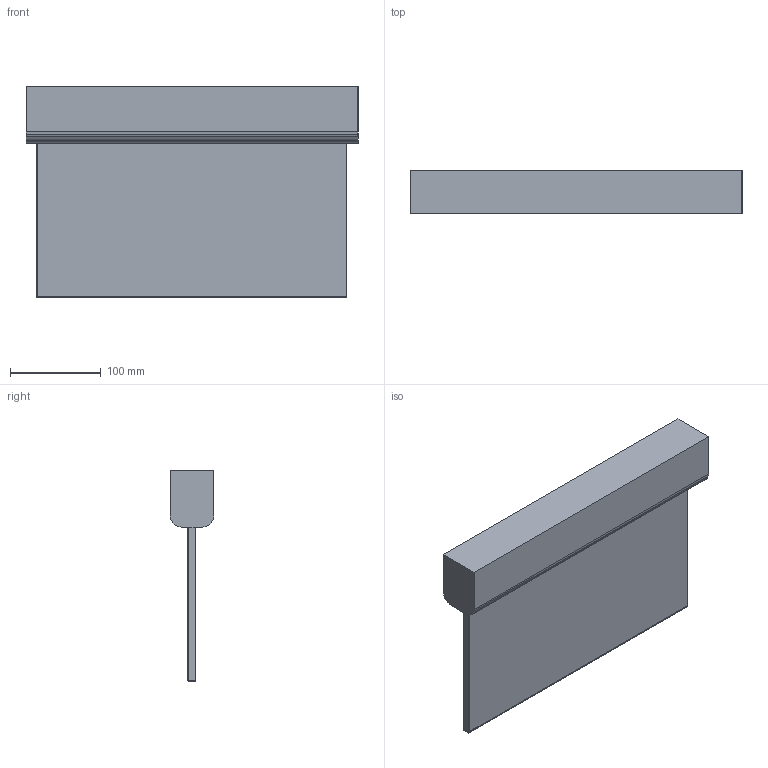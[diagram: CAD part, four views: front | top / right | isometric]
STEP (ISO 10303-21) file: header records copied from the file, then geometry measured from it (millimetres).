
FILE_DESCRIPTION (( 'STEP AP214' ), '1' );
FILE_NAME ('MIZAR 4023-4 LED S R.STEP', '2018-07-17T08:58:18', ( '' ), ( '' ), 'SwSTEP 2.0', 'SolidWorks 2013', '' );
FILE_SCHEMA (( 'AUTOMOTIVE_DESIGN' ));
Length unit declared in the file: millimetre
Products named in the file (2): MIZAR 4023-4 LED S R
Assembly tree (1 placements, depth 2):
  MIZAR 4023-4 LED S R
    MIZAR 4023-4 LED S R
Bounding box: 366 x 48 x 233 mm (x, y, z)
Surface area: 456167.4 mm2 (no closed solid volume)
Topology: 0 solids, 13 shells, 40 faces, 174 edges, 144 vertices
Faces by surface type: plane 34, bspline 6
Entity records: 2331 total; most frequent: CARTESIAN_POINT 526, DIRECTION 244, ORIENTED_EDGE 204, EDGE_CURVE 174, LINE 168, VECTOR 168, VERTEX_POINT 144, UNCERTAINTY_MEASURE_WITH_UNIT 43
